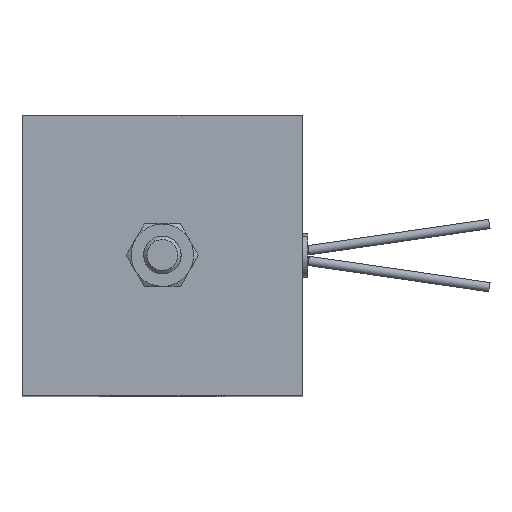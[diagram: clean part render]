
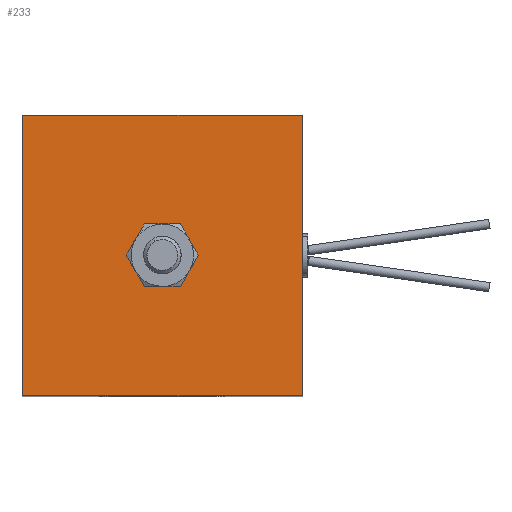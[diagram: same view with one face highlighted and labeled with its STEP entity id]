
A CAD part, top view. The second image highlights one B-rep face of the part: STEP entity #233.
In plain terms, the highlighted planar face has unit normal (0, 0, 1).
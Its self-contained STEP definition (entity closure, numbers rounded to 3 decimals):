
#92=AXIS2_PLACEMENT_3D('Plane Axis2P3D',#89,#90,#91) ;
#217=AXIS2_PLACEMENT_3D('Circle Axis2P3D',#215,#216,$) ;
#226=AXIS2_PLACEMENT_3D('Circle Axis2P3D',#224,#225,$) ;
#36=CARTESIAN_POINT('Line Origine',(22.45,0.,74.95)) ;
#40=CARTESIAN_POINT('Vertex',(22.45,-22.45,74.95)) ;
#42=CARTESIAN_POINT('Vertex',(22.45,22.45,74.95)) ;
#89=CARTESIAN_POINT('Axis2P3D Location',(0.,0.,74.95)) ;
#94=CARTESIAN_POINT('Line Origine',(2.5,22.425,74.95)) ;
#98=CARTESIAN_POINT('Vertex',(2.5,22.4,74.95)) ;
#100=CARTESIAN_POINT('Vertex',(2.5,22.45,74.95)) ;
#103=CARTESIAN_POINT('Line Origine',(0.,22.4,74.95)) ;
#107=CARTESIAN_POINT('Vertex',(-2.5,22.4,74.95)) ;
#110=CARTESIAN_POINT('Line Origine',(-2.5,22.425,74.95)) ;
#114=CARTESIAN_POINT('Vertex',(-2.5,22.45,74.95)) ;
#117=CARTESIAN_POINT('Line Origine',(-12.475,22.45,74.95)) ;
#121=CARTESIAN_POINT('Vertex',(-22.45,22.45,74.95)) ;
#124=CARTESIAN_POINT('Line Origine',(-22.45,12.475,74.95)) ;
#128=CARTESIAN_POINT('Vertex',(-22.45,2.5,74.95)) ;
#131=CARTESIAN_POINT('Line Origine',(-22.4,2.5,74.95)) ;
#135=CARTESIAN_POINT('Vertex',(-22.35,2.5,74.95)) ;
#138=CARTESIAN_POINT('Line Origine',(-22.35,0.,74.95)) ;
#142=CARTESIAN_POINT('Vertex',(-22.35,-2.5,74.95)) ;
#145=CARTESIAN_POINT('Line Origine',(-22.4,-2.5,74.95)) ;
#149=CARTESIAN_POINT('Vertex',(-22.45,-2.5,74.95)) ;
#152=CARTESIAN_POINT('Line Origine',(-22.45,-12.475,74.95)) ;
#156=CARTESIAN_POINT('Vertex',(-22.45,-22.45,74.95)) ;
#159=CARTESIAN_POINT('Line Origine',(-12.475,-22.45,74.95)) ;
#163=CARTESIAN_POINT('Vertex',(-2.5,-22.45,74.95)) ;
#166=CARTESIAN_POINT('Line Origine',(-2.5,-22.425,74.95)) ;
#170=CARTESIAN_POINT('Vertex',(-2.5,-22.4,74.95)) ;
#173=CARTESIAN_POINT('Line Origine',(0.,-22.4,74.95)) ;
#177=CARTESIAN_POINT('Vertex',(2.5,-22.4,74.95)) ;
#180=CARTESIAN_POINT('Line Origine',(2.5,-22.425,74.95)) ;
#184=CARTESIAN_POINT('Vertex',(2.5,-22.45,74.95)) ;
#187=CARTESIAN_POINT('Line Origine',(12.475,-22.45,74.95)) ;
#192=CARTESIAN_POINT('Line Origine',(12.475,22.45,74.95)) ;
#215=CARTESIAN_POINT('Axis2P3D Location',(0.,0.,74.95)) ;
#219=CARTESIAN_POINT('Vertex',(1.438,-2.633,74.95)) ;
#221=CARTESIAN_POINT('Vertex',(-1.438,2.633,74.95)) ;
#224=CARTESIAN_POINT('Axis2P3D Location',(0.,0.,74.95)) ;
#37=DIRECTION('Vector Direction',(0.,1.,0.)) ;
#90=DIRECTION('Axis2P3D Direction',(0.,0.,1.)) ;
#91=DIRECTION('Axis2P3D XDirection',(1.,0.,0.)) ;
#95=DIRECTION('Vector Direction',(0.,-1.,0.)) ;
#104=DIRECTION('Vector Direction',(-1.,0.,0.)) ;
#111=DIRECTION('Vector Direction',(0.,1.,0.)) ;
#118=DIRECTION('Vector Direction',(1.,0.,0.)) ;
#125=DIRECTION('Vector Direction',(0.,-1.,0.)) ;
#132=DIRECTION('Vector Direction',(1.,0.,0.)) ;
#139=DIRECTION('Vector Direction',(0.,1.,0.)) ;
#146=DIRECTION('Vector Direction',(-1.,0.,0.)) ;
#153=DIRECTION('Vector Direction',(0.,-1.,0.)) ;
#160=DIRECTION('Vector Direction',(-1.,0.,0.)) ;
#167=DIRECTION('Vector Direction',(0.,1.,0.)) ;
#174=DIRECTION('Vector Direction',(1.,0.,0.)) ;
#181=DIRECTION('Vector Direction',(0.,-1.,0.)) ;
#188=DIRECTION('Vector Direction',(-1.,0.,0.)) ;
#193=DIRECTION('Vector Direction',(1.,0.,0.)) ;
#216=DIRECTION('Axis2P3D Direction',(0.,0.,1.)) ;
#225=DIRECTION('Axis2P3D Direction',(0.,0.,1.)) ;
#38=VECTOR('Line Direction',#37,1.) ;
#96=VECTOR('Line Direction',#95,1.) ;
#105=VECTOR('Line Direction',#104,1.) ;
#112=VECTOR('Line Direction',#111,1.) ;
#119=VECTOR('Line Direction',#118,1.) ;
#126=VECTOR('Line Direction',#125,1.) ;
#133=VECTOR('Line Direction',#132,1.) ;
#140=VECTOR('Line Direction',#139,1.) ;
#147=VECTOR('Line Direction',#146,1.) ;
#154=VECTOR('Line Direction',#153,1.) ;
#161=VECTOR('Line Direction',#160,1.) ;
#168=VECTOR('Line Direction',#167,1.) ;
#175=VECTOR('Line Direction',#174,1.) ;
#182=VECTOR('Line Direction',#181,1.) ;
#189=VECTOR('Line Direction',#188,1.) ;
#194=VECTOR('Line Direction',#193,1.) ;
#198=ORIENTED_EDGE('',*,*,#102,.F.) ;
#199=ORIENTED_EDGE('',*,*,#109,.T.) ;
#200=ORIENTED_EDGE('',*,*,#116,.F.) ;
#201=ORIENTED_EDGE('',*,*,#123,.T.) ;
#202=ORIENTED_EDGE('',*,*,#130,.T.) ;
#203=ORIENTED_EDGE('',*,*,#137,.F.) ;
#204=ORIENTED_EDGE('',*,*,#144,.T.) ;
#205=ORIENTED_EDGE('',*,*,#151,.F.) ;
#206=ORIENTED_EDGE('',*,*,#158,.T.) ;
#207=ORIENTED_EDGE('',*,*,#165,.T.) ;
#208=ORIENTED_EDGE('',*,*,#172,.F.) ;
#209=ORIENTED_EDGE('',*,*,#179,.T.) ;
#210=ORIENTED_EDGE('',*,*,#186,.F.) ;
#211=ORIENTED_EDGE('',*,*,#191,.T.) ;
#212=ORIENTED_EDGE('',*,*,#44,.T.) ;
#213=ORIENTED_EDGE('',*,*,#196,.T.) ;
#230=ORIENTED_EDGE('',*,*,#223,.F.) ;
#231=ORIENTED_EDGE('',*,*,#228,.F.) ;
#232=FACE_BOUND('',#229,.T.) ;
#233=ADVANCED_FACE('K\X2\00F6\X0\rper.2',(#214,#232),#93,.T.) ;
#218=CIRCLE('generated circle',#217,3.) ;
#227=CIRCLE('generated circle',#226,3.) ;
#44=EDGE_CURVE('',#41,#43,#39,.T.) ;
#102=EDGE_CURVE('',#99,#101,#97,.F.) ;
#109=EDGE_CURVE('',#99,#108,#106,.T.) ;
#116=EDGE_CURVE('',#115,#108,#113,.F.) ;
#123=EDGE_CURVE('',#115,#122,#120,.F.) ;
#130=EDGE_CURVE('',#122,#129,#127,.T.) ;
#137=EDGE_CURVE('',#136,#129,#134,.F.) ;
#144=EDGE_CURVE('',#136,#143,#141,.F.) ;
#151=EDGE_CURVE('',#150,#143,#148,.F.) ;
#158=EDGE_CURVE('',#150,#157,#155,.T.) ;
#165=EDGE_CURVE('',#157,#164,#162,.F.) ;
#172=EDGE_CURVE('',#171,#164,#169,.F.) ;
#179=EDGE_CURVE('',#171,#178,#176,.T.) ;
#186=EDGE_CURVE('',#185,#178,#183,.F.) ;
#191=EDGE_CURVE('',#185,#41,#190,.F.) ;
#196=EDGE_CURVE('',#43,#101,#195,.F.) ;
#223=EDGE_CURVE('',#220,#222,#218,.T.) ;
#228=EDGE_CURVE('',#222,#220,#227,.T.) ;
#197=EDGE_LOOP('',(#198,#199,#200,#201,#202,#203,#204,#205,#206,#207,#208,#209,#210,#211,#212,#213)) ;
#229=EDGE_LOOP('',(#230,#231)) ;
#214=FACE_OUTER_BOUND('',#197,.T.) ;
#39=LINE('Line',#36,#38) ;
#97=LINE('Line',#94,#96) ;
#106=LINE('Line',#103,#105) ;
#113=LINE('Line',#110,#112) ;
#120=LINE('Line',#117,#119) ;
#127=LINE('Line',#124,#126) ;
#134=LINE('Line',#131,#133) ;
#141=LINE('Line',#138,#140) ;
#148=LINE('Line',#145,#147) ;
#155=LINE('Line',#152,#154) ;
#162=LINE('Line',#159,#161) ;
#169=LINE('Line',#166,#168) ;
#176=LINE('Line',#173,#175) ;
#183=LINE('Line',#180,#182) ;
#190=LINE('Line',#187,#189) ;
#195=LINE('Line',#192,#194) ;
#93=PLANE('',#92) ;
#41=VERTEX_POINT('',#40) ;
#43=VERTEX_POINT('',#42) ;
#99=VERTEX_POINT('',#98) ;
#101=VERTEX_POINT('',#100) ;
#108=VERTEX_POINT('',#107) ;
#115=VERTEX_POINT('',#114) ;
#122=VERTEX_POINT('',#121) ;
#129=VERTEX_POINT('',#128) ;
#136=VERTEX_POINT('',#135) ;
#143=VERTEX_POINT('',#142) ;
#150=VERTEX_POINT('',#149) ;
#157=VERTEX_POINT('',#156) ;
#164=VERTEX_POINT('',#163) ;
#171=VERTEX_POINT('',#170) ;
#178=VERTEX_POINT('',#177) ;
#185=VERTEX_POINT('',#184) ;
#220=VERTEX_POINT('',#219) ;
#222=VERTEX_POINT('',#221) ;
